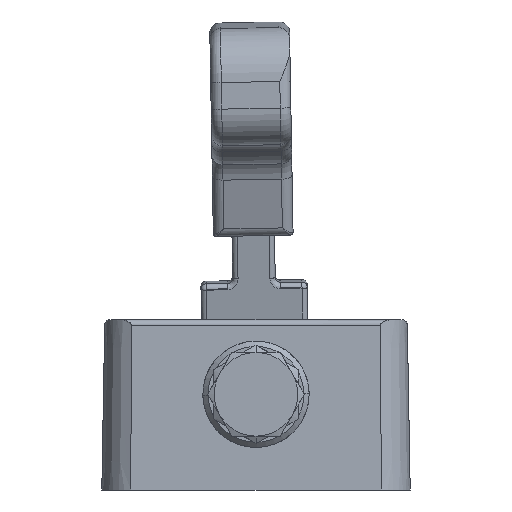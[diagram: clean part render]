
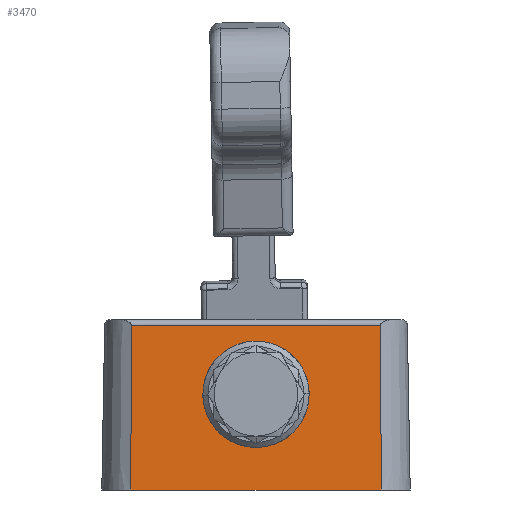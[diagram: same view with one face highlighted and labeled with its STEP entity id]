
A CAD part, left-side view. The second image highlights one B-rep face of the part: STEP entity #3470.
In plain terms, the highlighted planar face has unit normal (-1, 0, 0.018).
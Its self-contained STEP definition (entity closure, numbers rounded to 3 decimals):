
#1304 = PLANE ( 'NONE',  #12669 ) ;
#1306 = CARTESIAN_POINT ( 'NONE',  ( -67.5, 29., 0. ) ) ;
#1311 = DIRECTION ( 'NONE',  ( -1., 0., 0.017 ) ) ;
#1312 = DIRECTION ( 'NONE',  ( 0.017, 0., 1. ) ) ;
#2270 = ORIENTED_EDGE ( 'NONE', *, *, #5826, .T. ) ;
#2271 = ORIENTED_EDGE ( 'NONE', *, *, #5827, .T. ) ;
#2272 = ORIENTED_EDGE ( 'NONE', *, *, #5828, .F. ) ;
#2273 = ORIENTED_EDGE ( 'NONE', *, *, #5829, .T. ) ;
#2274 = ORIENTED_EDGE ( 'NONE', *, *, #5830, .F. ) ;
#2275 = ORIENTED_EDGE ( 'NONE', *, *, #5755, .F. ) ;
#3204 = EDGE_LOOP ( 'NONE', ( #2274, #2275 ) ) ;
#3207 = EDGE_LOOP ( 'NONE', ( #2270, #2271, #2272, #2273 ) ) ;
#3470 = ADVANCED_FACE ( 'NONE', ( #31296, #31304 ), #1304, .T. ) ;
#4087 = B_SPLINE_CURVE_WITH_KNOTS ( 'NONE', 3,
 ( #24615, #24616, #24621, #24622, #24623, #24624, #24625 ),
 .UNSPECIFIED., .F., .F.,
 ( 4, 3, 4 ),
 ( 0., 0.017, 0.031 ),
 .UNSPECIFIED. ) ;
#4107 = B_SPLINE_CURVE_WITH_KNOTS ( 'NONE', 3,
 ( #24613, #24610, #24630, #24631, #24632, #24633, #24634 ),
 .UNSPECIFIED., .F., .F.,
 ( 4, 3, 4 ),
 ( 0., 0.017, 0.031 ),
 .UNSPECIFIED. ) ;
#4109 =( BOUNDED_CURVE ( )  B_SPLINE_CURVE ( 3, ( #24627, #24629, #24638, #24639 ),
 .UNSPECIFIED., .F., .F. ) 
 B_SPLINE_CURVE_WITH_KNOTS ( ( 4, 4 ),
 ( 3.142, 6.283 ),
 .UNSPECIFIED. ) 
 CURVE ( )  GEOMETRIC_REPRESENTATION_ITEM ( )  RATIONAL_B_SPLINE_CURVE ( ( 1., 0.333, 0.333, 1. ) ) 
 REPRESENTATION_ITEM ( '' )  );
#5112 = VERTEX_POINT ( 'NONE', #6312 ) ;
#5113 = VERTEX_POINT ( 'NONE', #6313 ) ;
#5127 = VERTEX_POINT ( 'NONE', #6327 ) ;
#5173 = VERTEX_POINT ( 'NONE', #6373 ) ;
#5175 = VERTEX_POINT ( 'NONE', #6375 ) ;
#5176 = VERTEX_POINT ( 'NONE', #6376 ) ;
#5755 = EDGE_CURVE ( 'NONE', #5112, #5113, #31008, .T. ) ;
#5826 = EDGE_CURVE ( 'NONE', #5173, #5127, #4087, .T. ) ;
#5827 = EDGE_CURVE ( 'NONE', #5127, #5176, #17826, .T. ) ;
#5828 = EDGE_CURVE ( 'NONE', #5175, #5176, #4107, .T. ) ;
#5829 = EDGE_CURVE ( 'NONE', #5175, #5173, #17830, .T. ) ;
#5830 = EDGE_CURVE ( 'NONE', #5113, #5112, #4109, .T. ) ;
#6312 = CARTESIAN_POINT ( 'NONE',  ( -67.36, 0., 8. ) ) ;
#6313 = CARTESIAN_POINT ( 'NONE',  ( -67.011, 0., 28. ) ) ;
#6327 = CARTESIAN_POINT ( 'NONE',  ( -66.959, -23.44, 31.017 ) ) ;
#6373 = CARTESIAN_POINT ( 'NONE',  ( -67.5, -23.541, 0. ) ) ;
#6375 = CARTESIAN_POINT ( 'NONE',  ( -67.5, 23.541, 0. ) ) ;
#6376 = CARTESIAN_POINT ( 'NONE',  ( -66.959, 23.44, 31.017 ) ) ;
#12669 = AXIS2_PLACEMENT_3D ( 'NONE', #1306, #1311, #1312 ) ;
#17826 = LINE ( 'NONE', #24620, #17831 ) ;
#17830 = LINE ( 'NONE', #24628, #17833 ) ;
#17831 = VECTOR ( 'NONE', #24626, 1000. ) ;
#17833 = VECTOR ( 'NONE', #24635, 1000. ) ;
#24350 = CARTESIAN_POINT ( 'NONE',  ( -67.36, 0., 8. ) ) ;
#24351 = CARTESIAN_POINT ( 'NONE',  ( -67.36, -20., 8. ) ) ;
#24358 = CARTESIAN_POINT ( 'NONE',  ( -67.011, -20., 28. ) ) ;
#24359 = CARTESIAN_POINT ( 'NONE',  ( -67.011, 0., 28. ) ) ;
#24610 = CARTESIAN_POINT ( 'NONE',  ( -67.402, 23.523, 5.607 ) ) ;
#24613 = CARTESIAN_POINT ( 'NONE',  ( -67.5, 23.541, 0. ) ) ;
#24615 = CARTESIAN_POINT ( 'NONE',  ( -67.5, -23.541, 0. ) ) ;
#24616 = CARTESIAN_POINT ( 'NONE',  ( -67.402, -23.523, 5.607 ) ) ;
#24620 = CARTESIAN_POINT ( 'NONE',  ( -66.959, 23.437, 31.017 ) ) ;
#24621 = CARTESIAN_POINT ( 'NONE',  ( -67.304, -23.505, 11.214 ) ) ;
#24622 = CARTESIAN_POINT ( 'NONE',  ( -67.206, -23.487, 16.821 ) ) ;
#24623 = CARTESIAN_POINT ( 'NONE',  ( -67.124, -23.471, 21.553 ) ) ;
#24624 = CARTESIAN_POINT ( 'NONE',  ( -67.041, -23.456, 26.285 ) ) ;
#24625 = CARTESIAN_POINT ( 'NONE',  ( -66.959, -23.44, 31.017 ) ) ;
#24626 = DIRECTION ( 'NONE',  ( 0., 1., 0. ) ) ;
#24627 = CARTESIAN_POINT ( 'NONE',  ( -67.011, 0., 28. ) ) ;
#24628 = CARTESIAN_POINT ( 'NONE',  ( -67.5, 29., 0. ) ) ;
#24629 = CARTESIAN_POINT ( 'NONE',  ( -67.011, 20., 28. ) ) ;
#24630 = CARTESIAN_POINT ( 'NONE',  ( -67.304, 23.505, 11.214 ) ) ;
#24631 = CARTESIAN_POINT ( 'NONE',  ( -67.206, 23.487, 16.821 ) ) ;
#24632 = CARTESIAN_POINT ( 'NONE',  ( -67.124, 23.471, 21.553 ) ) ;
#24633 = CARTESIAN_POINT ( 'NONE',  ( -67.041, 23.456, 26.285 ) ) ;
#24634 = CARTESIAN_POINT ( 'NONE',  ( -66.959, 23.44, 31.017 ) ) ;
#24635 = DIRECTION ( 'NONE',  ( 0., -1., 0. ) ) ;
#24638 = CARTESIAN_POINT ( 'NONE',  ( -67.36, 20., 8. ) ) ;
#24639 = CARTESIAN_POINT ( 'NONE',  ( -67.36, 0., 8. ) ) ;
#31008 =( BOUNDED_CURVE ( )  B_SPLINE_CURVE ( 3, ( #24350, #24351, #24358, #24359 ),
 .UNSPECIFIED., .F., .F. ) 
 B_SPLINE_CURVE_WITH_KNOTS ( ( 4, 4 ),
 ( 0., 3.142 ),
 .UNSPECIFIED. ) 
 CURVE ( )  GEOMETRIC_REPRESENTATION_ITEM ( )  RATIONAL_B_SPLINE_CURVE ( ( 1., 0.333, 0.333, 1. ) ) 
 REPRESENTATION_ITEM ( '' )  );
#31296 = FACE_OUTER_BOUND ( 'NONE', #3207, .T. ) ;
#31304 = FACE_BOUND ( 'NONE', #3204, .T. ) ;
